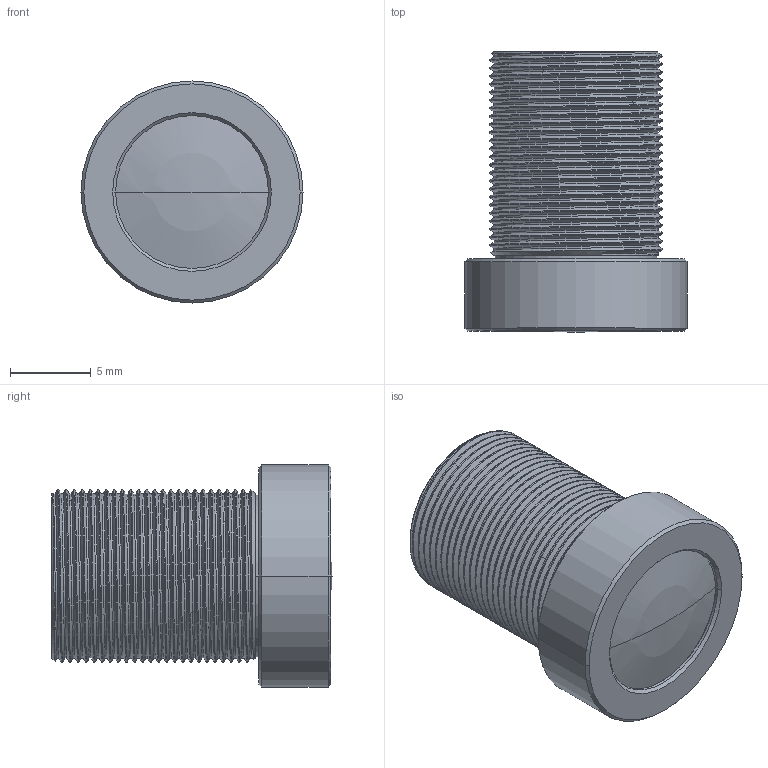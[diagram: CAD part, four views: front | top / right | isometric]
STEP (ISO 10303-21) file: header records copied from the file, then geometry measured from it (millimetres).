
FILE_DESCRIPTION((''),'2;1');
FILE_NAME('FS1205A-200','2018-10-24T',('Administrator'),(''),'PRO/ENGINEER BY PARAMETRIC TECHNOLOGY CORPORATION, 2010370','PRO/ENGINEER BY PARAMETRIC TECHNOLOGY CORPORATION, 2010370','');
FILE_SCHEMA(('CONFIG_CONTROL_DESIGN'));
Length unit declared in the file: millimetre
Products named in the file (1): FS1205A-200
Bounding box: 13.79 x 17.42 x 13.79 mm (x, y, z)
Volume: 1682 mm3; surface area: 1256.3 mm2
Topology: 1 solids, 1 shells, 116 faces, 286 edges, 177 vertices
Faces by surface type: cylinder 62, cone 22, bspline 21, plane 9, sphere 2
Entity records: 10277 total; most frequent: CARTESIAN_POINT 7792, ORIENTED_EDGE 568, DIRECTION 398, EDGE_CURVE 284, VERTEX_POINT 177, AXIS2_PLACEMENT_3D 148, B_SPLINE_CURVE_WITH_KNOTS 129, EDGE_LOOP 123
